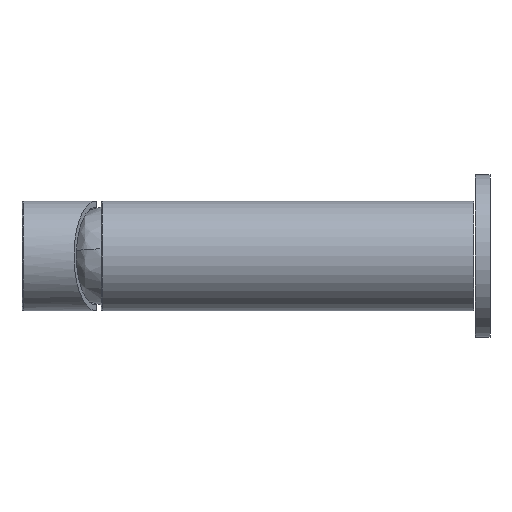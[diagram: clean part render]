
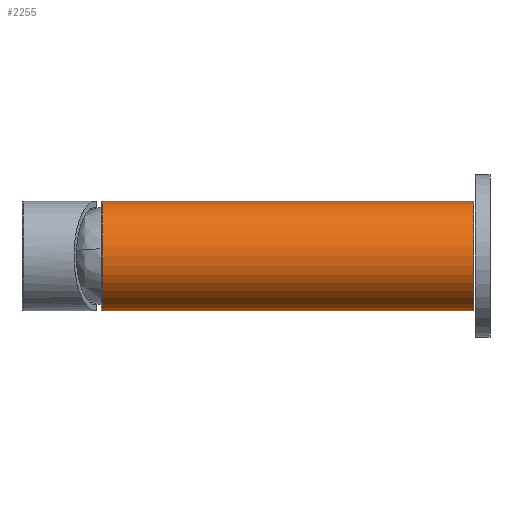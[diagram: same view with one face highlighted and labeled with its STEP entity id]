
A CAD part, left-side view. The second image highlights one B-rep face of the part: STEP entity #2255.
In plain terms, the highlighted cylindrical face has radius 18.5 mm (diameter 37 mm), a partial arc.
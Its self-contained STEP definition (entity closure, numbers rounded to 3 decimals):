
#552 = AXIS2_PLACEMENT_3D ( 'NONE', #12399, #2116, #8743 ) ;
#1885 = AXIS2_PLACEMENT_3D ( 'NONE', #5281, #17335, #18020 ) ;
#2116 = DIRECTION ( 'NONE',  ( 0., -1., 0. ) ) ;
#2255 = ADVANCED_FACE ( 'NONE', ( #16319 ), #13406, .T. ) ;
#3165 = CARTESIAN_POINT ( 'NONE',  ( -36.011, -74.308, 150. ) ) ;
#3479 = LINE ( 'NONE', #5836, #7297 ) ;
#3865 = CIRCLE ( 'NONE', #7541, 18.5 ) ;
#5281 = CARTESIAN_POINT ( 'NONE',  ( -36.011, 51.192, 150. ) ) ;
#5760 = EDGE_CURVE ( 'NONE', #6249, #11154, #3479, .T. ) ;
#5836 = CARTESIAN_POINT ( 'NONE',  ( -36.011, 51.192, 131.5 ) ) ;
#6249 = VERTEX_POINT ( 'NONE', #10765 ) ;
#6698 = VECTOR ( 'NONE', #10211, 1000. ) ;
#6902 = EDGE_LOOP ( 'NONE', ( #8386, #21069, #21583, #10286 ) ) ;
#6954 = LINE ( 'NONE', #14026, #6698 ) ;
#7297 = VECTOR ( 'NONE', #7682, 1000. ) ;
#7541 = AXIS2_PLACEMENT_3D ( 'NONE', #3165, #9945, #22140 ) ;
#7682 = DIRECTION ( 'NONE',  ( 0., -1., 0. ) ) ;
#7908 = EDGE_CURVE ( 'NONE', #11154, #12544, #3865, .T. ) ;
#8386 = ORIENTED_EDGE ( 'NONE', *, *, #9509, .F. ) ;
#8743 = DIRECTION ( 'NONE',  ( 0., 0., 1. ) ) ;
#9509 = EDGE_CURVE ( 'NONE', #14368, #12544, #6954, .T. ) ;
#9945 = DIRECTION ( 'NONE',  ( 0., 1., 0. ) ) ;
#10211 = DIRECTION ( 'NONE',  ( 0., -1., 0. ) ) ;
#10286 = ORIENTED_EDGE ( 'NONE', *, *, #7908, .T. ) ;
#10765 = CARTESIAN_POINT ( 'NONE',  ( -36.011, 50.692, 131.5 ) ) ;
#11154 = VERTEX_POINT ( 'NONE', #13438 ) ;
#12399 = CARTESIAN_POINT ( 'NONE',  ( -36.011, 50.692, 150. ) ) ;
#12544 = VERTEX_POINT ( 'NONE', #14104 ) ;
#13406 = CYLINDRICAL_SURFACE ( 'NONE', #1885, 18.5 ) ;
#13438 = CARTESIAN_POINT ( 'NONE',  ( -36.011, -74.308, 131.5 ) ) ;
#14026 = CARTESIAN_POINT ( 'NONE',  ( -36.011, 51.192, 168.5 ) ) ;
#14104 = CARTESIAN_POINT ( 'NONE',  ( -36.011, -74.308, 168.5 ) ) ;
#14368 = VERTEX_POINT ( 'NONE', #17720 ) ;
#14544 = CIRCLE ( 'NONE', #552, 18.5 ) ;
#16319 = FACE_OUTER_BOUND ( 'NONE', #6902, .T. ) ;
#16774 = EDGE_CURVE ( 'NONE', #14368, #6249, #14544, .T. ) ;
#17335 = DIRECTION ( 'NONE',  ( 0., -1., 0. ) ) ;
#17720 = CARTESIAN_POINT ( 'NONE',  ( -36.011, 50.692, 168.5 ) ) ;
#18020 = DIRECTION ( 'NONE',  ( 0., 0., -1. ) ) ;
#21069 = ORIENTED_EDGE ( 'NONE', *, *, #16774, .T. ) ;
#21583 = ORIENTED_EDGE ( 'NONE', *, *, #5760, .T. ) ;
#22140 = DIRECTION ( 'NONE',  ( 0., 0., 1. ) ) ;
